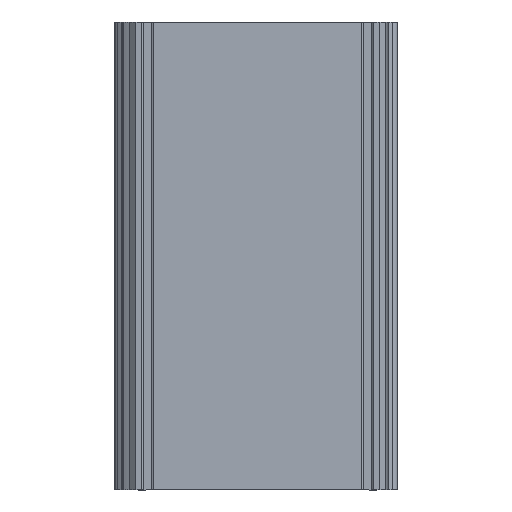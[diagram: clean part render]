
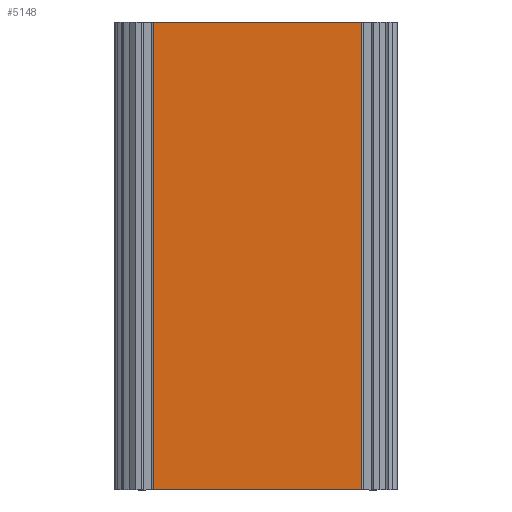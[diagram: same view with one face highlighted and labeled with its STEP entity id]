
A CAD part, front view. The second image highlights one B-rep face of the part: STEP entity #5148.
In plain terms, the highlighted planar face has unit normal (0, -1, 0).
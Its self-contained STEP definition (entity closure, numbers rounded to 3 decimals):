
#332=CARTESIAN_POINT('',(68.46,-31.75,600.0));
#333=VERTEX_POINT('',#332);
#341=CARTESIAN_POINT('',(-65.34,-31.75,600.0));
#342=VERTEX_POINT('',#341);
#343=CARTESIAN_POINT('',(-65.34,-31.75,600.0));
#344=DIRECTION('',(1.0,0.0,0.0));
#345=VECTOR('',#344,133.8);
#346=LINE('',#343,#345);
#347=EDGE_CURVE('',#342,#333,#346,.T.);
#5106=CARTESIAN_POINT('',(-65.34,-31.75,900.0));
#5107=VERTEX_POINT('',#5106);
#5108=CARTESIAN_POINT('',(-65.34,-31.75,600.0));
#5109=DIRECTION('',(0.0,0.0,1.0));
#5110=VECTOR('',#5109,300.0);
#5111=LINE('',#5108,#5110);
#5112=EDGE_CURVE('',#342,#5107,#5111,.T.);
#5125=CARTESIAN_POINT('',(68.46,-31.75,-100.0));
#5126=DIRECTION('',(0.0,-1.0,0.0));
#5127=DIRECTION('',(0.0,0.0,-1.0));
#5128=AXIS2_PLACEMENT_3D('',#5125,#5126,#5127);
#5129=PLANE('',#5128);
#5130=ORIENTED_EDGE('',*,*,#347,.T.);
#5131=CARTESIAN_POINT('',(68.46,-31.75,900.0));
#5132=VERTEX_POINT('',#5131);
#5133=CARTESIAN_POINT('',(68.46,-31.75,600.0));
#5134=DIRECTION('',(0.0,0.0,1.0));
#5135=VECTOR('',#5134,300.0);
#5136=LINE('',#5133,#5135);
#5137=EDGE_CURVE('',#333,#5132,#5136,.T.);
#5138=ORIENTED_EDGE('',*,*,#5137,.T.);
#5139=CARTESIAN_POINT('',(68.46,-31.75,900.0));
#5140=DIRECTION('',(-1.0,0.0,0.0));
#5141=VECTOR('',#5140,133.8);
#5142=LINE('',#5139,#5141);
#5143=EDGE_CURVE('',#5132,#5107,#5142,.T.);
#5144=ORIENTED_EDGE('',*,*,#5143,.T.);
#5145=ORIENTED_EDGE('',*,*,#5112,.F.);
#5146=EDGE_LOOP('',(#5130,#5138,#5144,#5145));
#5147=FACE_OUTER_BOUND('',#5146,.T.);
#5148=ADVANCED_FACE('',(#5147),#5129,.T.);
